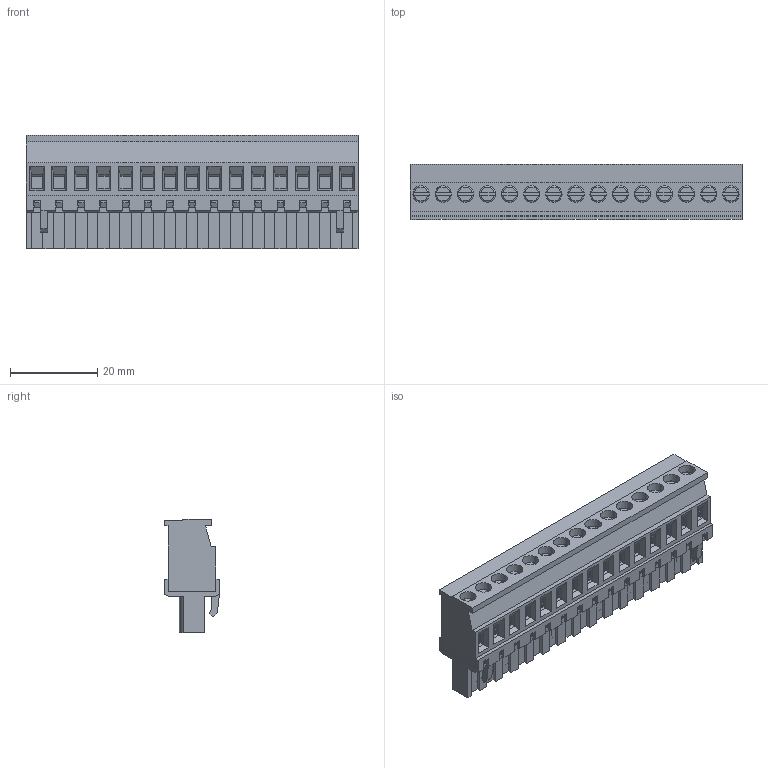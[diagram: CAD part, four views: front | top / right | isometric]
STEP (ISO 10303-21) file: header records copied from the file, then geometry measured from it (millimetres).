
FILE_DESCRIPTION( ( 'Unknown' ), '1' );
FILE_NAME( '691352510015.stp', 'Unknown', ( 'Unknown' ), ( 'Unknown' ), 'PSStep 14.0', 'Unknown', ' ' );
FILE_SCHEMA( ( 'AUTOMOTIVE_DESIGN { 1 0 10303 214 1 1 1 1 }' ) );
Length unit declared in the file: millimetre
Products named in the file (6): Assem1; 6913525100xx_CAGE; 6913525100xx; 6913525100xx_VIS; 691343510015; 691343510015_BAS
Assembly tree (47 placements, depth 2):
  Assem1
    6913525100xx_CAGE  x15
    6913525100xx  x15
    6913525100xx_VIS  x15
    691343510015
    691343510015_BAS
Bounding box: 76.2 x 12.6 x 26 mm (x, y, z)
Volume: 11734.4 mm3; surface area: 26659 mm2
Topology: 47 solids, 47 shells, 3071 faces, 8515 edges, 5536 vertices
Faces by surface type: plane 2371, cylinder 610, cone 45, torus 45
Full cylindrical faces by diameter (mm): 1.5 x15, 2.2 x15, 2.7 x15, 2.9 x15, 3 x15, 3.7 x15, 3.75 x15
Entity records: 65850 total; most frequent: CARTESIAN_POINT 9329, ORIENTED_EDGE 9158, DIRECTION 8252, EDGE_CURVE 4579, LINE 4308, VECTOR 4308, VERTEX_POINT 3025, AXIS2_PLACEMENT_3D 1972
